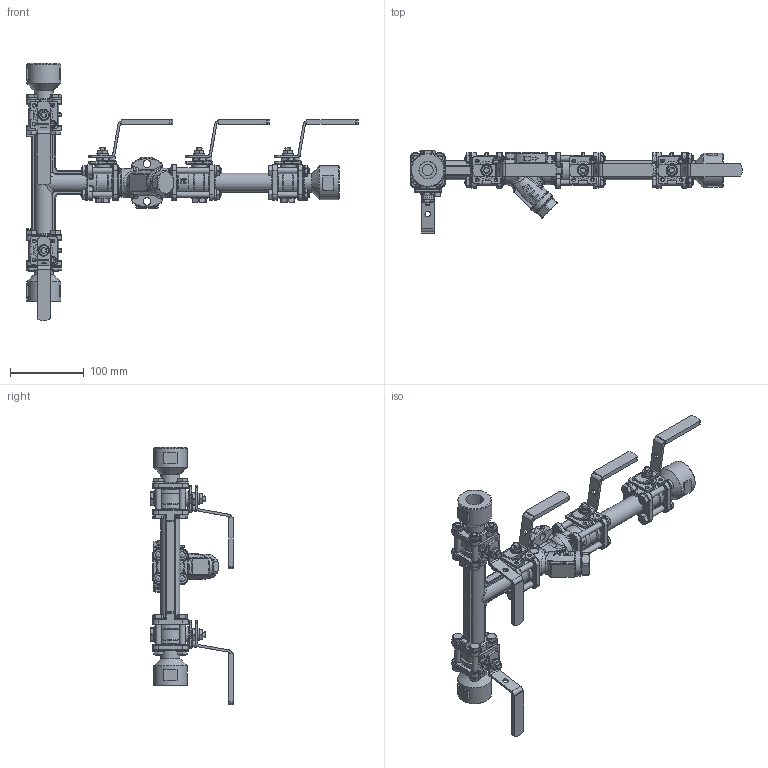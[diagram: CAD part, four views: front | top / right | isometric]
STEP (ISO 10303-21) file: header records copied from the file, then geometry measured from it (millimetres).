
FILE_DESCRIPTION(/* description */ (''),/* implementation_level */ '2;1');
FILE_NAME(/* name */ 'q18td-020-screw-00.stp',/* time_stamp */ '2025-04-18T11:50:16+09:00',/* author */ ('asada'),/* organization */ (''),/* preprocessor_version */ 'ST-DEVELOPER v20',/* originating_system */ 'Autodesk Inventor 2022',/* authorisation */ '');
FILE_SCHEMA (('AUTOMOTIVE_DESIGN { 1 0 10303 214 3 1 1 }'));
Products named in the file (1): 20A-SCREW-QS18-TD_SYM
Bounding box: 449.36 x 111.5 x 348.35 mm (x, y, z)
Volume: 921434.4 mm3; surface area: 238570.7 mm2
Topology: 1 solids, 12 shells, 3629 faces, 9244 edges, 5555 vertices
Faces by surface type: plane 1324, cylinder 1030, cone 527, bspline 392, torus 298, sphere 58
Full cylindrical faces by diameter (mm): 5 x25, 7 x1, 7.5 x5, 8 x48, 8.5 x5, 8.7 x37, 9 x5, 9.3 x5, 10.2 x5, 10.5 x2, 14.5 x5, 14.9 x5, 15 x4, 16 x6, 17.5 x5, 22 x5, 23 x3, 24 x1, 24.2 x1, 24.5 x5, 25 x1, 26 x4, 29 x1, 34 x1, 35.6 x1, 37 x12, 39 x1, 46 x3
Entity records: 129209 total; most frequent: CARTESIAN_POINT 44516, ORIENTED_EDGE 18220, DIRECTION 16972, EDGE_CURVE 9110, AXIS2_PLACEMENT_3D 6957, VERTEX_POINT 5555, EDGE_LOOP 3877, FACE_OUTER_BOUND 3629
